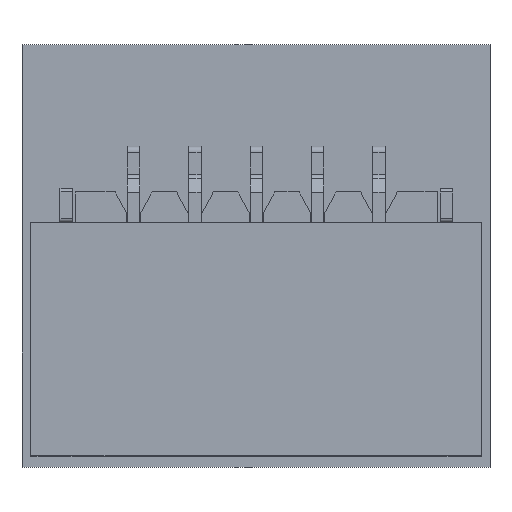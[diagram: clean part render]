
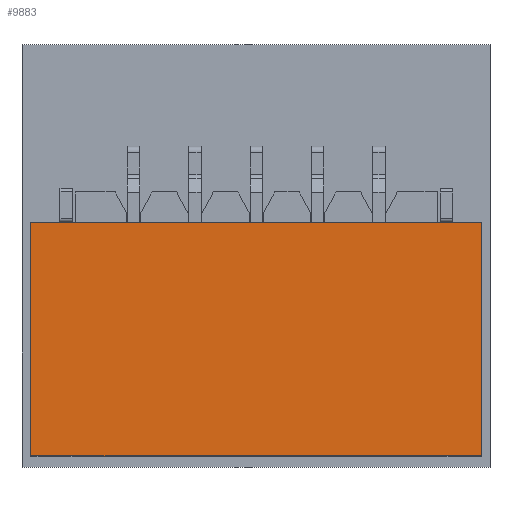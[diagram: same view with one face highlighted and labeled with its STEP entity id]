
A CAD part, top view. The second image highlights one B-rep face of the part: STEP entity #9883.
In plain terms, the highlighted planar face has unit normal (0, 0, 1).
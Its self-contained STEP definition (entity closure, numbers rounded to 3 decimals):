
#8817 = VERTEX_POINT('',#8818);
#8818 = CARTESIAN_POINT('',(-3.67,-2.808,
    3.2));
#8824 = EDGE_CURVE('',#8817,#8825,#8827,.T.);
#8825 = VERTEX_POINT('',#8826);
#8826 = CARTESIAN_POINT('',(-3.67,0.992,
    3.2));
#8827 = LINE('',#8828,#8829);
#8828 = CARTESIAN_POINT('',(-3.67,-0.658,
    3.2));
#8829 = VECTOR('',#8830,1.);
#8830 = DIRECTION('',(0.,1.,0.));
#9675 = VERTEX_POINT('',#9676);
#9676 = CARTESIAN_POINT('',(3.68,-2.808,
    3.2));
#9682 = EDGE_CURVE('',#8817,#9675,#9683,.T.);
#9683 = LINE('',#9684,#9685);
#9684 = CARTESIAN_POINT('',(-3.67,-2.808,
    3.2));
#9685 = VECTOR('',#9686,1.);
#9686 = DIRECTION('',(1.,0.,0.));
#9883 = ADVANCED_FACE('',(#9884),#9902,.F.);
#9884 = FACE_BOUND('',#9885,.T.);
#9885 = EDGE_LOOP('',(#9886,#9894,#9900,#9901));
#9886 = ORIENTED_EDGE('',*,*,#9887,.T.);
#9887 = EDGE_CURVE('',#9675,#9888,#9890,.T.);
#9888 = VERTEX_POINT('',#9889);
#9889 = CARTESIAN_POINT('',(3.68,0.992,3.2
    ));
#9890 = LINE('',#9891,#9892);
#9891 = CARTESIAN_POINT('',(3.68,-0.658,
    3.2));
#9892 = VECTOR('',#9893,1.);
#9893 = DIRECTION('',(0.,1.,0.));
#9894 = ORIENTED_EDGE('',*,*,#9895,.F.);
#9895 = EDGE_CURVE('',#8825,#9888,#9896,.T.);
#9896 = LINE('',#9897,#9898);
#9897 = CARTESIAN_POINT('',(-3.67,0.992,
    3.2));
#9898 = VECTOR('',#9899,1.);
#9899 = DIRECTION('',(1.,0.,0.));
#9900 = ORIENTED_EDGE('',*,*,#8824,.F.);
#9901 = ORIENTED_EDGE('',*,*,#9682,.T.);
#9902 = PLANE('',#9903);
#9903 = AXIS2_PLACEMENT_3D('',#9904,#9905,#9906);
#9904 = CARTESIAN_POINT('',(-3.67,-0.658,
    3.2));
#9905 = DIRECTION('',(0.,0.,-1.));
#9906 = DIRECTION('',(0.,1.,0.));
